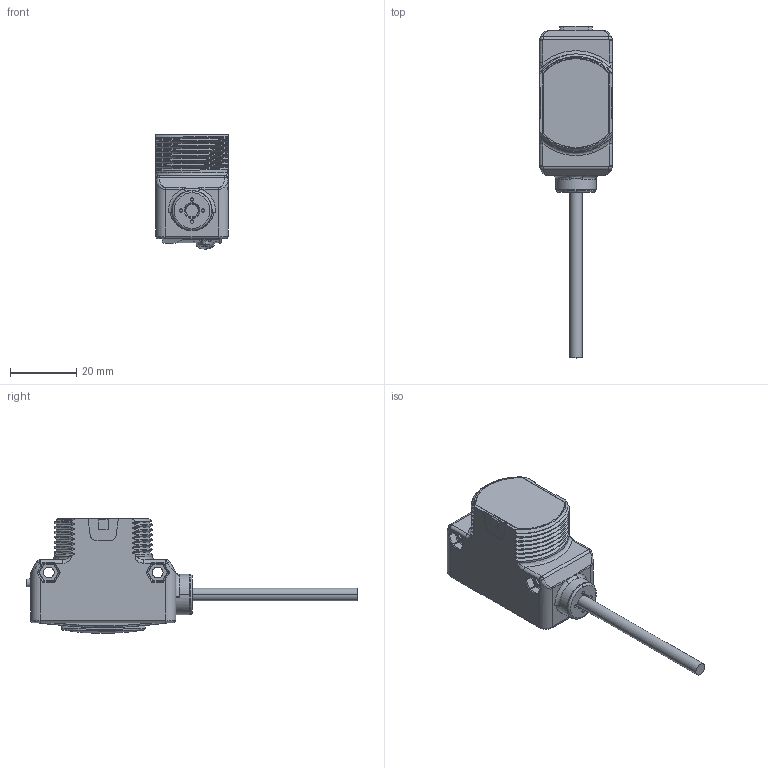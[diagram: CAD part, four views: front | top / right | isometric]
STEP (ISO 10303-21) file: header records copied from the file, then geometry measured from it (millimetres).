
FILE_DESCRIPTION((''),'2;1');
FILE_NAME('140588_SW','2008-06-02T',('banengservice'),('BANNER ENGINEERING'),'PRO/ENGINEER BY PARAMETRIC TECHNOLOGY CORPORATION, 2006170','PRO/ENGINEER BY PARAMETRIC TECHNOLOGY CORPORATION, 2006170','');
FILE_SCHEMA(('CONFIG_CONTROL_DESIGN'));
Length unit declared in the file: inch
Products named in the file (1): 140588_SW
Bounding box: 22 x 100.58 x 34.75 mm (x, y, z)
Volume: 12412.7 mm3; surface area: 14661.6 mm2
Topology: 2 solids, 2 shells, 965 faces, 2418 edges, 1475 vertices
Faces by surface type: cylinder 352, plane 277, bspline 171, torus 84, cone 43, sphere 32, extrusion 6
Entity records: 42253 total; most frequent: CARTESIAN_POINT 20610, ORIENTED_EDGE 4832, DIRECTION 4077, EDGE_CURVE 2416, AXIS2_PLACEMENT_3D 1522, VERTEX_POINT 1475, VECTOR 1033, LINE 1027
